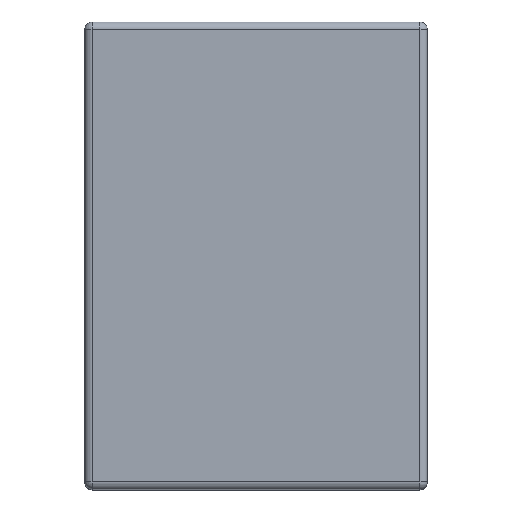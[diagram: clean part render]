
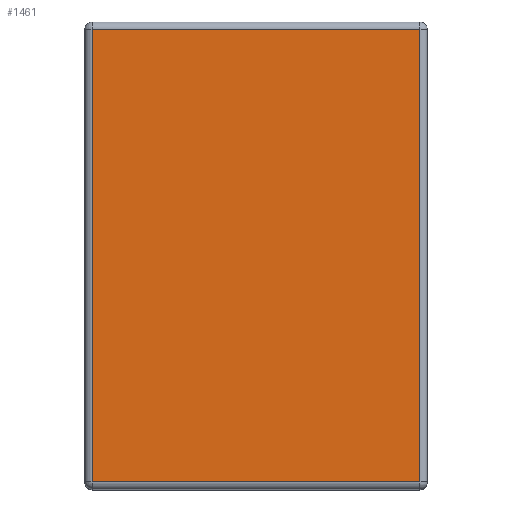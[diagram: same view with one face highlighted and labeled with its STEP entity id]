
A CAD part, top view. The second image highlights one B-rep face of the part: STEP entity #1461.
In plain terms, the highlighted planar face has unit normal (0, 0, 1).
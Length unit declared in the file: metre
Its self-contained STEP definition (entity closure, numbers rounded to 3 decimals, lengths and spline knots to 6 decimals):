
#156=LINE('',#2904,#280);
#157=LINE('',#2907,#281);
#158=LINE('',#2909,#282);
#159=LINE('',#2911,#283);
#280=VECTOR('',#2469,1.);
#281=VECTOR('',#2470,1.);
#282=VECTOR('',#2471,1.);
#283=VECTOR('',#2472,1.);
#562=ORIENTED_EDGE('',*,*,#846,.T.);
#563=ORIENTED_EDGE('',*,*,#847,.T.);
#564=ORIENTED_EDGE('',*,*,#848,.T.);
#565=ORIENTED_EDGE('',*,*,#849,.T.);
#846=EDGE_CURVE('',#1002,#1003,#156,.T.);
#847=EDGE_CURVE('',#1003,#1004,#157,.T.);
#848=EDGE_CURVE('',#1004,#1005,#158,.F.);
#849=EDGE_CURVE('',#1005,#1002,#159,.F.);
#1002=VERTEX_POINT('',#2905);
#1003=VERTEX_POINT('',#2906);
#1004=VERTEX_POINT('',#2908);
#1005=VERTEX_POINT('',#2910);
#1172=EDGE_LOOP('',(#562,#563,#564,#565));
#1256=FACE_BOUND('',#1172,.T.);
#1317=PLANE('',#2124);
#1461=ADVANCED_FACE('',(#1256),#1317,.T.);
#2124=AXIS2_PLACEMENT_3D('',#2903,#2467,#2468);
#2467=DIRECTION('',(0.,0.,1.));
#2468=DIRECTION('',(1.,0.,0.));
#2469=DIRECTION('',(1.,0.,0.));
#2470=DIRECTION('',(0.,1.,0.));
#2471=DIRECTION('',(1.,0.,0.));
#2472=DIRECTION('',(0.,1.,0.));
#2903=CARTESIAN_POINT('',(0.,-0.075,0.005));
#2904=CARTESIAN_POINT('',(0.,-0.0725,0.005));
#2905=CARTESIAN_POINT('',(-0.0525,-0.0725,0.005));
#2906=CARTESIAN_POINT('',(0.0525,-0.0725,0.005));
#2907=CARTESIAN_POINT('',(0.0525,-0.075,0.005));
#2908=CARTESIAN_POINT('',(0.0525,0.0725,0.005));
#2909=CARTESIAN_POINT('',(-0.055,0.0725,0.005));
#2910=CARTESIAN_POINT('',(-0.0525,0.0725,0.005));
#2911=CARTESIAN_POINT('',(-0.0525,-0.075,0.005));
